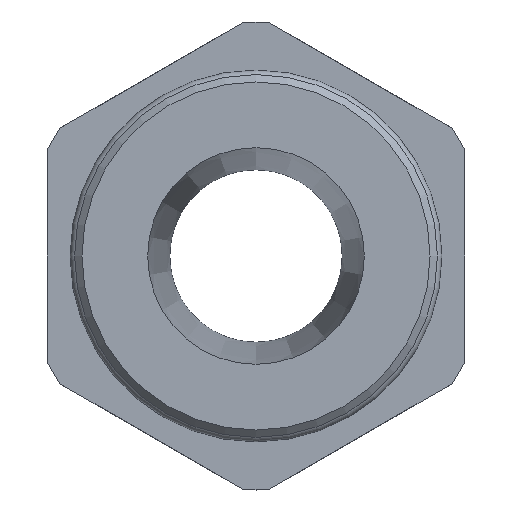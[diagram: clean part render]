
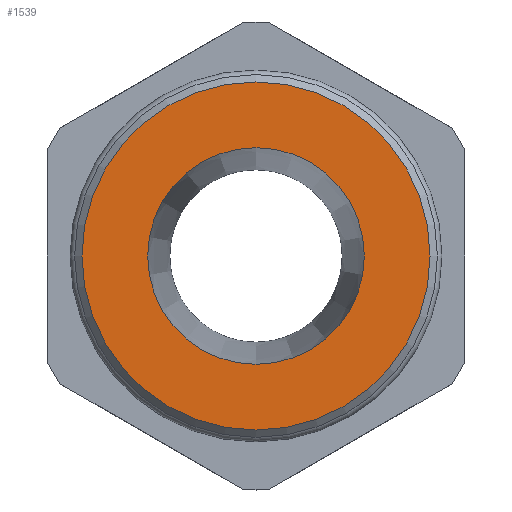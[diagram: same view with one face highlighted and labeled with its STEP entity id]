
A CAD part, left-side view. The second image highlights one B-rep face of the part: STEP entity #1539.
In plain terms, the highlighted planar face has unit normal (-1, 0, 0).
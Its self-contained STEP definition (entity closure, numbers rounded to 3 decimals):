
#143=CIRCLE('',#1707,11.947);
#144=CIRCLE('',#1708,11.947);
#145=CIRCLE('',#1710,19.19);
#533=VERTEX_POINT('',#2604);
#534=VERTEX_POINT('',#2606);
#535=VERTEX_POINT('',#2610);
#755=EDGE_CURVE('',#534,#533,#143,.F.);
#756=EDGE_CURVE('',#533,#534,#144,.F.);
#757=EDGE_CURVE('',#535,#535,#145,.T.);
#1085=ORIENTED_EDGE('',*,*,#755,.T.);
#1086=ORIENTED_EDGE('',*,*,#756,.T.);
#1087=ORIENTED_EDGE('',*,*,#757,.F.);
#1346=EDGE_LOOP('',(#1085,#1086));
#1347=EDGE_LOOP('',(#1087));
#1445=FACE_BOUND('',#1346,.T.);
#1446=FACE_BOUND('',#1347,.T.);
#1539=ADVANCED_FACE('',(#1445,#1446),#2777,.T.);
#1707=AXIS2_PLACEMENT_3D('',#2605,#2064,#2065);
#1708=AXIS2_PLACEMENT_3D('',#2607,#2066,#2067);
#1709=AXIS2_PLACEMENT_3D('',#2608,#2068,$);
#1710=AXIS2_PLACEMENT_3D('',#2609,#2069,#2070);
#2064=DIRECTION('',(-1.,0.,0.));
#2065=DIRECTION('',(0.,0.,11.947));
#2066=DIRECTION('',(-1.,0.,0.));
#2067=DIRECTION('',(0.,0.,11.947));
#2068=DIRECTION('',(-1.,0.,0.));
#2069=DIRECTION('',(1.,0.,0.));
#2070=DIRECTION('',(0.,0.,-19.19));
#2604=CARTESIAN_POINT('',(0.,0.,11.947));
#2605=CARTESIAN_POINT('',(0.,0.,0.));
#2606=CARTESIAN_POINT('',(0.,0.,-11.947));
#2607=CARTESIAN_POINT('',(0.,0.,0.));
#2608=CARTESIAN_POINT('',(0.,19.19,0.));
#2609=CARTESIAN_POINT('',(0.,0.,0.));
#2610=CARTESIAN_POINT('',(0.,0.,-19.19));
#2777=PLANE('',#1709);
